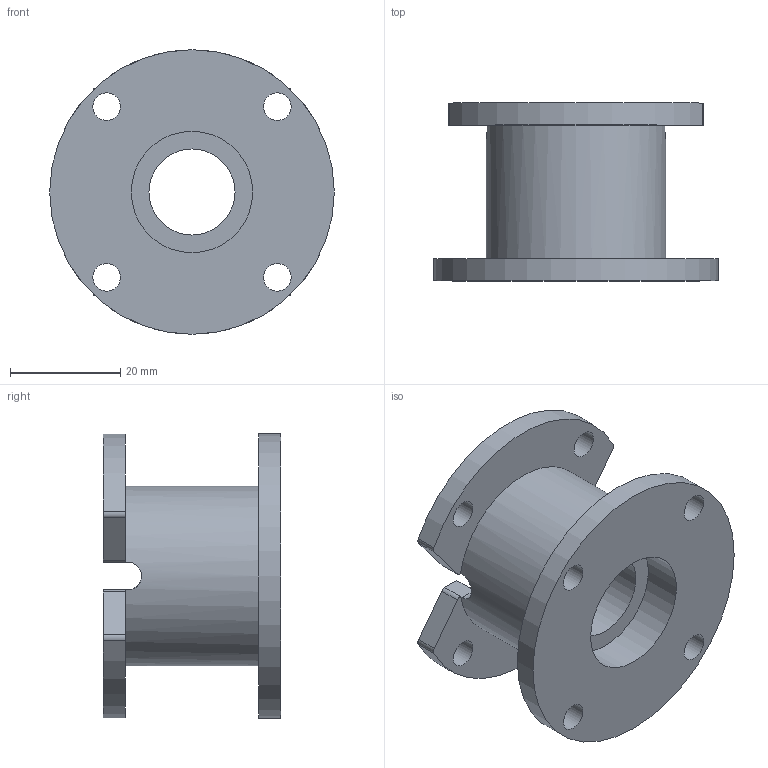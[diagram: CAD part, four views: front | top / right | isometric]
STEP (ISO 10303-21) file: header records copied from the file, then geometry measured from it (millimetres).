
FILE_DESCRIPTION(/* description */ (''),/* implementation_level */ '2;1');
FILE_NAME(/* name */ 'dup v1.step',/* time_stamp */ '2020-10-03T15:38:49+02:00',/* author */ (''),/* organization */ (''),/* preprocessor_version */ 'ST-DEVELOPER v18.1',/* originating_system */ 'Autodesk Translation Framework v9.3.0.1241',/* authorisation */ '');
FILE_SCHEMA (('AUTOMOTIVE_DESIGN { 1 0 10303 214 3 1 1 }'));
Length unit declared in the file: centimetre
Products named in the file (1): dup
Bounding box: 51.55 x 32.2 x 51.55 mm (x, y, z)
Volume: 22046.4 mm3; surface area: 11956.2 mm2
Topology: 1 solids, 1 shells, 41 faces, 111 edges, 74 vertices
Faces by surface type: cylinder 25, plane 16
Full cylindrical faces by diameter (mm): 5 x8, 15.6 x1, 22 x1, 26.6 x1, 32.6 x1, 51.55 x1
Entity records: 1444 total; most frequent: CARTESIAN_POINT 295, DIRECTION 241, ORIENTED_EDGE 222, EDGE_CURVE 111, AXIS2_PLACEMENT_3D 92, VERTEX_POINT 74, EDGE_LOOP 61, LINE 57
